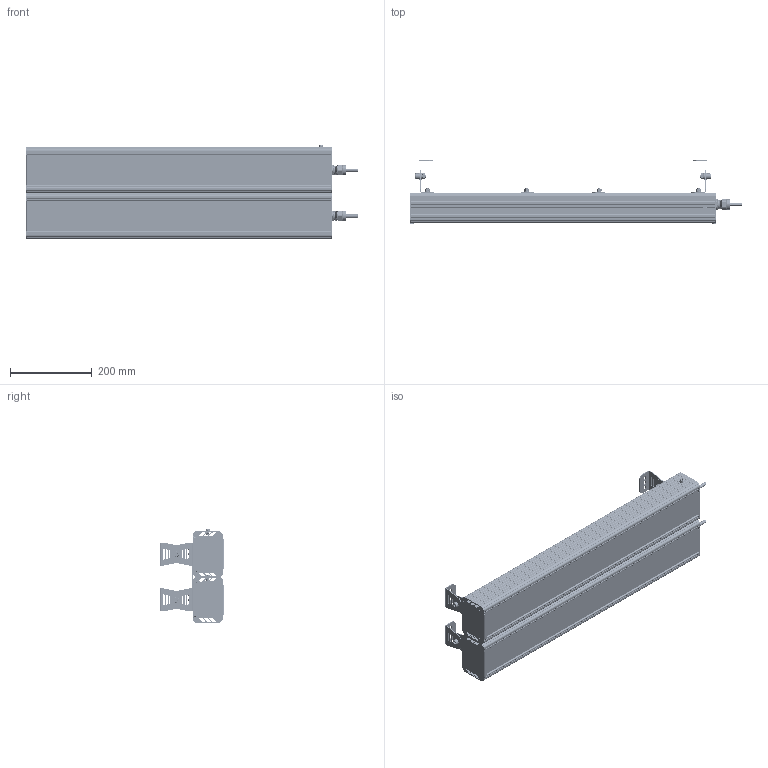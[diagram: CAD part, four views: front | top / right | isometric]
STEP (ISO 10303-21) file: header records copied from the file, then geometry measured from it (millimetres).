
FILE_DESCRIPTION(('STEP AP214'), '1');
FILE_NAME('001.0090.31.000 - ÃÑÏ-Ïðèìà-2Åõ-200(2õ100)', '2024-04-09T07:20:19', ('Åâãåíèé'), ('ÎÊÁ Ñâîé Ñòèëü'), 'C3D Converter', 'C3D Toolkit', '');
FILE_SCHEMA(('AUTOMOTIVE_DESIGN { 1 0 10303 214 3 1 1}'));
Length unit declared in the file: millimetre
Products named in the file (45): 001.0090.31.000; 001.0065.01.000
Assembly tree (107 placements, depth 3):
  001.0090.31.000
    (unnamed)  x2
      (unnamed)
      (unnamed)
      (unnamed)
      (unnamed)
      (unnamed)
      (unnamed)
      (unnamed)
      (unnamed)
      (unnamed)
      (unnamed)
      (unnamed)
      (unnamed)
    (unnamed)  x20
      (unnamed)
      (unnamed)
      (unnamed)
      (unnamed)
      (unnamed)
      (unnamed)
      (unnamed)
      (unnamed)
      (unnamed)
    (unnamed)
      (unnamed)
    001.0065.01.000  x4
      (unnamed)
      (unnamed)
      (unnamed)
      (unnamed)
      (unnamed)
      (unnamed)
      (unnamed)
      (unnamed)
      (unnamed)
    (unnamed)
      (unnamed)
    (unnamed)  x2
    (unnamed)  x4
    (unnamed)  x4
    (unnamed)  x4
    (unnamed)  x4
    (unnamed)  x4
    (unnamed)  x4
Bounding box: 814 x 158.42 x 229.35 mm (x, y, z)
Volume: 2887941 mm3; surface area: 2482383.9 mm2
Topology: 786 solids, 786 shells, 8758 faces, 20442 edges, 13580 vertices
Faces by surface type: plane 5790, cylinder 2436, cone 338, bspline 118, sphere 60, torus 16
Full cylindrical faces by diameter (mm): 1 x60, 2 x40, 2.5 x80, 2.8 x500, 3.2 x60, 3.5 x100, 4 x18, 4.917 x8, 5 x6, 6 x18, 6.375 x4, 6.6 x8, 7 x4, 8 x24, 8.5 x16, 10 x2, 11 x8, 12 x4, 12.5 x2, 13 x2, 13.333 x4, 16 x10, 17 x2, 18 x2, 18.5 x2, 19 x2, 20 x2, 21.5 x2, 22 x4, 25.5 x2
Entity records: 113412 total; most frequent: CARTESIAN_POINT 58218, DIRECTION 8426, ORIENTED_EDGE 6912, EDGE_CURVE 3456, AXIS2_PLACEMENT_3D 3137, COLOUR_RGB 2421, PRESENTATION_STYLE_ASSIGNMENT 2421, VERTEX_POINT 2364
